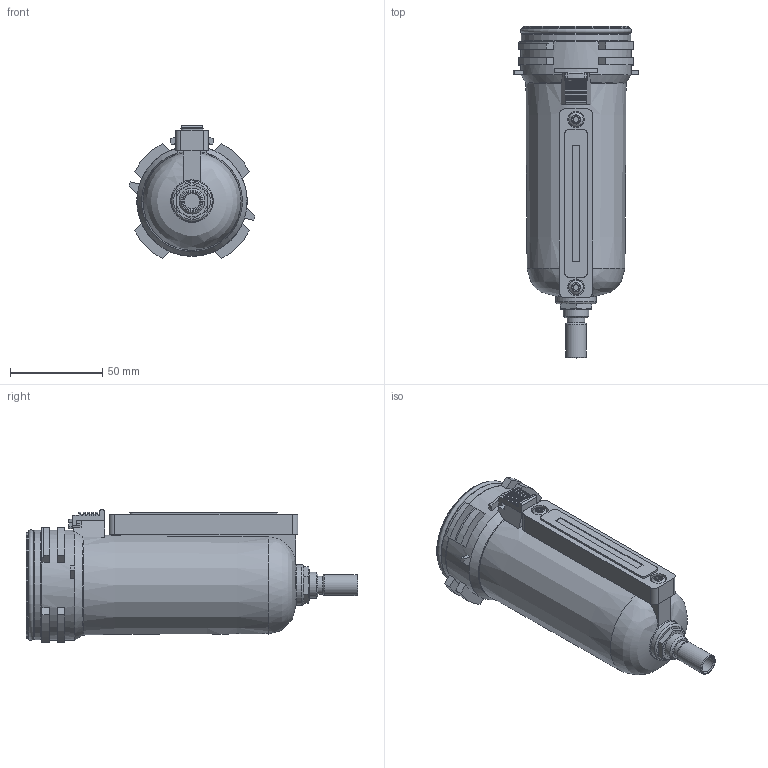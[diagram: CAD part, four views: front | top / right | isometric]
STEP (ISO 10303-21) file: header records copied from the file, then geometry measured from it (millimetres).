
FILE_DESCRIPTION( ( 'STEP AP203' ), ' ' );
FILE_NAME( '90004.0221.stp', '2017-03-10T08:57:09', ( '' ), ( '' ), ' ', 'PARTsolutions', ' ' );
FILE_SCHEMA( ( 'CONFIG_CONTROL_DESIGN' ) );
Length unit declared in the file: millimetre
Products named in the file (5): 90004.0221; _90004.0221_G; _90004.0221_A; _90004.0221_RE; _90004.0221_DIS
Assembly tree (4 placements, depth 2):
  90004.0221
    _90004.0221_G
    _90004.0221_A
    _90004.0221_RE
    _90004.0221_DIS
Bounding box: 68.18 x 180 x 71.93 mm (x, y, z)
Volume: 371081.4 mm3; surface area: 43326.8 mm2
Topology: 4 solids, 4 shells, 303 faces, 774 edges, 504 vertices
Faces by surface type: plane 140, cylinder 108, torus 39, cone 13, bspline 3
Full cylindrical faces by diameter (mm): 8 x2, 8.566 x1, 9 x2, 9.728 x1, 11.3 x1, 14 x1, 22 x1, 55.6 x2, 57.5 x1, 59.4 x1, 59.8 x1
Entity records: 9601 total; most frequent: CARTESIAN_POINT 2156, DIRECTION 1550, ORIENTED_EDGE 1472, EDGE_CURVE 736, AXIS2_PLACEMENT_3D 595, VERTEX_POINT 501, EDGE_LOOP 362, LINE 360
